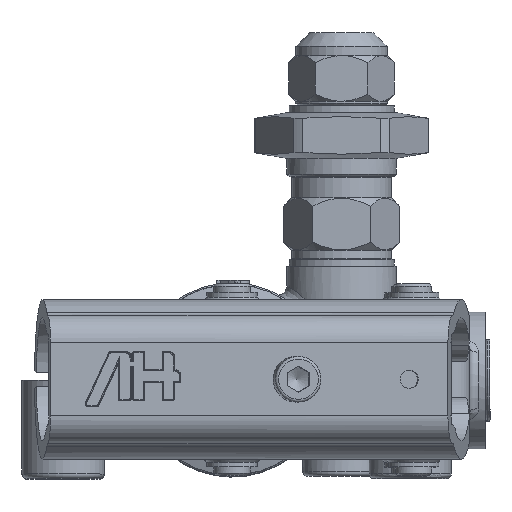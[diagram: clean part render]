
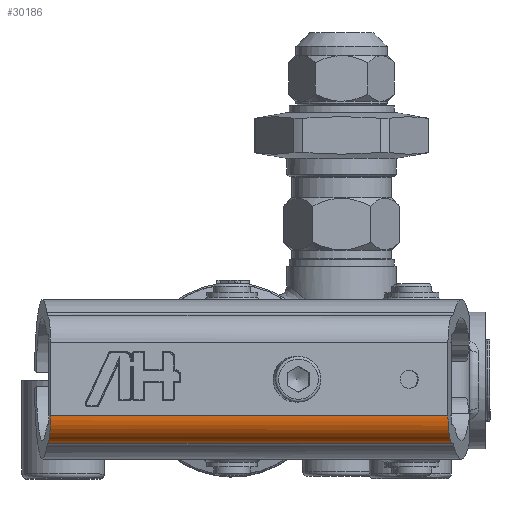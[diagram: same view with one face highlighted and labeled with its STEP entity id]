
A CAD part, top view. The second image highlights one B-rep face of the part: STEP entity #30186.
In plain terms, the highlighted cylindrical face has radius 6 mm (diameter 12 mm), a partial arc.
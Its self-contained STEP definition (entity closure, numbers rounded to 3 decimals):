
#29872=CARTESIAN_POINT('',(48.266,-14.001,244.52));
#29873=VERTEX_POINT('',#29872);
#29874=CARTESIAN_POINT('',(47.293,-8.003,250.493));
#29875=VERTEX_POINT('',#29874);
#29876=CARTESIAN_POINT('',(48.292,-8.003,244.362));
#29877=DIRECTION('',(-0.987,0.,-0.161));
#29878=DIRECTION('',(0.161,0.,-0.987));
#29879=AXIS2_PLACEMENT_3D('',#29876,#29877,#29878);
#29880=ELLIPSE('',#29879,6.212,6.);
#29881=EDGE_CURVE('',#29873,#29875,#29880,.T.);
#30142=CARTESIAN_POINT('',(-40.352,-14.001,253.439));
#30143=VERTEX_POINT('',#30142);
#30153=CARTESIAN_POINT('',(48.266,-14.001,244.52));
#30154=DIRECTION('',(-0.995,0.,0.1));
#30155=VECTOR('',#30154,89.066);
#30156=LINE('',#30153,#30155);
#30157=EDGE_CURVE('',#29873,#30143,#30156,.T.);
#30162=CARTESIAN_POINT('',(54.155,-8.003,243.772));
#30163=DIRECTION('',(-0.995,0.,0.1));
#30164=DIRECTION('',(-0.1,0.,-0.995));
#30165=AXIS2_PLACEMENT_3D('',#30162,#30163,#30164);
#30166=CYLINDRICAL_SURFACE('',#30165,6.);
#30167=CARTESIAN_POINT('',(-39.767,-8.003,259.255));
#30168=VERTEX_POINT('',#30167);
#30169=CARTESIAN_POINT('',(-40.368,-8.003,253.285));
#30170=DIRECTION('',(0.995,0.,-0.1));
#30171=DIRECTION('',(-0.1,0.,-0.995));
#30172=AXIS2_PLACEMENT_3D('',#30169,#30170,#30171);
#30173=CIRCLE('',#30172,6.);
#30174=EDGE_CURVE('',#30168,#30143,#30173,.T.);
#30175=ORIENTED_EDGE('',*,*,#30174,.T.);
#30176=ORIENTED_EDGE('',*,*,#30157,.F.);
#30177=ORIENTED_EDGE('',*,*,#29881,.T.);
#30178=CARTESIAN_POINT('',(47.293,-8.003,250.493));
#30179=DIRECTION('',(-0.995,0.,0.1));
#30180=VECTOR('',#30179,87.5);
#30181=LINE('',#30178,#30180);
#30182=EDGE_CURVE('',#29875,#30168,#30181,.T.);
#30183=ORIENTED_EDGE('',*,*,#30182,.T.);
#30184=EDGE_LOOP('',(#30175,#30176,#30177,#30183));
#30185=FACE_OUTER_BOUND('',#30184,.T.);
#30186=ADVANCED_FACE('',(#30185),#30166,.T.);
